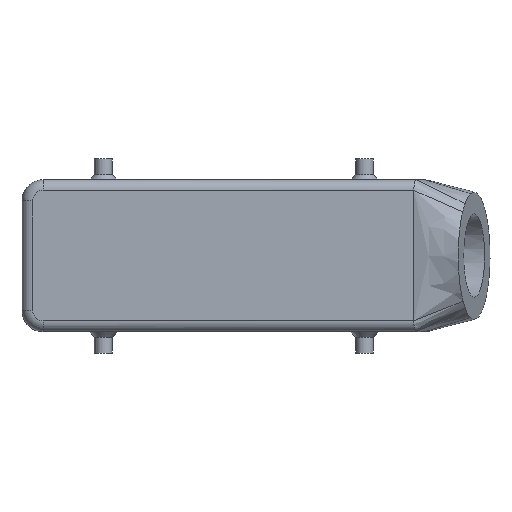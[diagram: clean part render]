
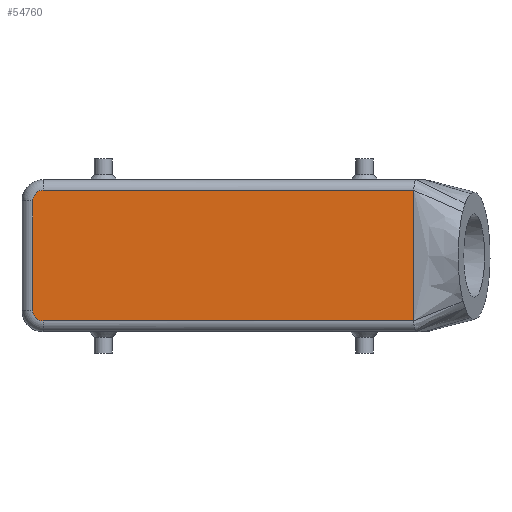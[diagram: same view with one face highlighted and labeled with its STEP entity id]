
A CAD part, top view. The second image highlights one B-rep face of the part: STEP entity #54760.
In plain terms, the highlighted planar face has unit normal (0, 0, 1).
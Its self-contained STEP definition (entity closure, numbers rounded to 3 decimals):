
#36040=CARTESIAN_POINT('',(51.,18.5,63.));
#36050=VERTEX_POINT('',#36040);
#36100=CARTESIAN_POINT('',(-54.,18.5,63.));
#36110=DIRECTION('',(1.,0.,0.));
#36120=VECTOR('',#36110,1.);
#36130=LINE('',#36100,#36120);
#36140=CARTESIAN_POINT('',(-54.,18.5,63.));
#36150=VERTEX_POINT('',#36140);
#36160=EDGE_CURVE('',#36150,#36050,#36130,.T.);
#36670=CARTESIAN_POINT('',(-57.,15.5,63.));
#36680=VERTEX_POINT('',#36670);
#36710=CARTESIAN_POINT('',(-57.,-15.5,63.));
#36720=DIRECTION('',(0.,1.,0.));
#36730=VECTOR('',#36720,1.);
#36740=LINE('',#36710,#36730);
#36750=CARTESIAN_POINT('',(-57.,-15.5,63.));
#36760=VERTEX_POINT('',#36750);
#36770=EDGE_CURVE('',#36760,#36680,#36740,.T.);
#37010=CARTESIAN_POINT('',(51.,-18.5,63.));
#37020=DIRECTION('',(-1.,0.,0.));
#37030=VECTOR('',#37020,1.);
#37040=LINE('',#37010,#37030);
#37050=CARTESIAN_POINT('',(51.,-18.5,63.));
#37060=VERTEX_POINT('',#37050);
#37070=CARTESIAN_POINT('',(-54.,-18.5,63.));
#37080=VERTEX_POINT('',#37070);
#37090=EDGE_CURVE('',#37060,#37080,#37040,.T.);
#49630=CARTESIAN_POINT('',(51.,-18.5,63.));
#49640=DIRECTION('',(0.,1.,0.));
#49650=VECTOR('',#49640,1.);
#49660=LINE('',#49630,#49650);
#49670=EDGE_CURVE('',#37060,#36050,#49660,.T.);
#53240=CARTESIAN_POINT('',(-54.,-15.5,63.));
#53250=DIRECTION('',(0.,0.,-1.));
#53260=DIRECTION('',(-1.,0.,-0.));
#53270=AXIS2_PLACEMENT_3D('',#53240,#53250,#53260);
#53280=CIRCLE('',#53270,3.);
#53290=EDGE_CURVE('',#37080,#36760,#53280,.T.);
#53960=CARTESIAN_POINT('',(-54.,15.5,63.));
#53970=DIRECTION('',(0.,0.,-1.));
#53980=DIRECTION('',(-1.,0.,-0.));
#53990=AXIS2_PLACEMENT_3D('',#53960,#53970,#53980);
#54000=CIRCLE('',#53990,3.);
#54010=EDGE_CURVE('',#36680,#36150,#54000,.T.);
#54630=CARTESIAN_POINT('',(-67.8,-22.2,63.));
#54640=DIRECTION('',(0.,0.,1.));
#54650=DIRECTION('',(1.,0.,-0.));
#54660=AXIS2_PLACEMENT_3D('',#54630,#54640,#54650);
#54670=PLANE('',#54660);
#54680=ORIENTED_EDGE('',*,*,#49670,.T.);
#54690=ORIENTED_EDGE('',*,*,#37090,.F.);
#54700=ORIENTED_EDGE('',*,*,#53290,.F.);
#54710=ORIENTED_EDGE('',*,*,#36770,.F.);
#54720=ORIENTED_EDGE('',*,*,#54010,.F.);
#54730=ORIENTED_EDGE('',*,*,#36160,.F.);
#54740=EDGE_LOOP('',(#54730,#54720,#54710,#54700,#54690,#54680));
#54750=FACE_OUTER_BOUND('',#54740,.T.);
#54760=ADVANCED_FACE('',(#54750),#54670,.T.);
